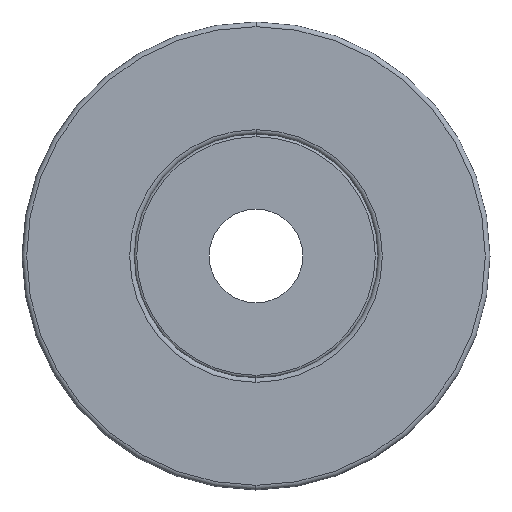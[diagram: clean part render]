
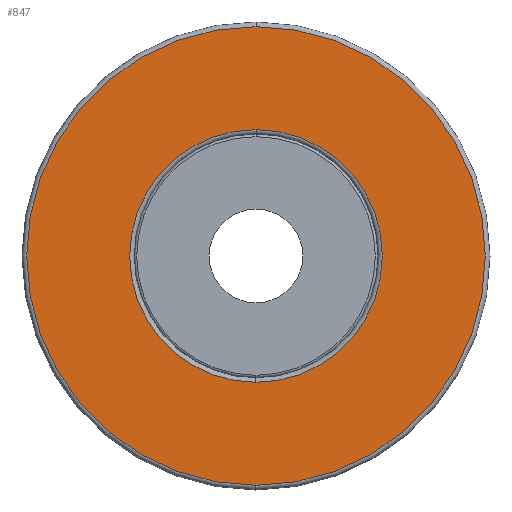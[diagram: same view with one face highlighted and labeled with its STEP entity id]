
A CAD part, left-side view. The second image highlights one B-rep face of the part: STEP entity #847.
In plain terms, the highlighted planar face has unit normal (-1, 0, 0).
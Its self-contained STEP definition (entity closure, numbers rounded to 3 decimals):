
#38 = ORIENTED_EDGE ( 'NONE', *, *, #911, .T. ) ;
#48 = AXIS2_PLACEMENT_3D ( 'NONE', #621, #783, #289 ) ;
#57 = AXIS2_PLACEMENT_3D ( 'NONE', #237, #946, #1024 ) ;
#122 = ORIENTED_EDGE ( 'NONE', *, *, #944, .T. ) ;
#135 = DIRECTION ( 'NONE',  ( -1., 0., 0. ) ) ;
#218 = FACE_OUTER_BOUND ( 'NONE', #999, .T. ) ;
#236 = EDGE_CURVE ( 'NONE', #971, #873, #818, .T. ) ;
#237 = CARTESIAN_POINT ( 'NONE',  ( -9., 0., 0. ) ) ;
#268 = VERTEX_POINT ( 'NONE', #876 ) ;
#289 = DIRECTION ( 'NONE',  ( 0., 0., -1. ) ) ;
#313 = CARTESIAN_POINT ( 'NONE',  ( -9., 0., 13.5 ) ) ;
#347 = CIRCLE ( 'NONE', #941, 13.5 ) ;
#365 = AXIS2_PLACEMENT_3D ( 'NONE', #440, #771, #689 ) ;
#400 = DIRECTION ( 'NONE',  ( -1., 0., 0. ) ) ;
#409 = CARTESIAN_POINT ( 'NONE',  ( -9., 0., 0. ) ) ;
#439 = EDGE_LOOP ( 'NONE', ( #673, #1033 ) ) ;
#440 = CARTESIAN_POINT ( 'NONE',  ( -9., 0., 0. ) ) ;
#450 = FACE_BOUND ( 'NONE', #439, .T. ) ;
#455 = PLANE ( 'NONE',  #48 ) ;
#533 = CIRCLE ( 'NONE', #365, 24.5 ) ;
#621 = CARTESIAN_POINT ( 'NONE',  ( -9., 13.5, 0. ) ) ;
#666 = CIRCLE ( 'NONE', #826, 24.5 ) ;
#673 = ORIENTED_EDGE ( 'NONE', *, *, #236, .F. ) ;
#689 = DIRECTION ( 'NONE',  ( 0., 0., 1. ) ) ;
#728 = DIRECTION ( 'NONE',  ( 0., 0., 1. ) ) ;
#771 = DIRECTION ( 'NONE',  ( -1., 0., 0. ) ) ;
#783 = DIRECTION ( 'NONE',  ( 1., 0., 0. ) ) ;
#818 = CIRCLE ( 'NONE', #57, 13.5 ) ;
#826 = AXIS2_PLACEMENT_3D ( 'NONE', #855, #135, #868 ) ;
#847 = ADVANCED_FACE ( 'NONE', ( #450, #218 ), #455, .F. ) ;
#855 = CARTESIAN_POINT ( 'NONE',  ( -9., 0., 0. ) ) ;
#868 = DIRECTION ( 'NONE',  ( 0., 0., 1. ) ) ;
#873 = VERTEX_POINT ( 'NONE', #943 ) ;
#876 = CARTESIAN_POINT ( 'NONE',  ( -9., 0., 24.5 ) ) ;
#911 = EDGE_CURVE ( 'NONE', #1009, #268, #666, .T. ) ;
#941 = AXIS2_PLACEMENT_3D ( 'NONE', #409, #400, #728 ) ;
#943 = CARTESIAN_POINT ( 'NONE',  ( -9., 0., -13.5 ) ) ;
#944 = EDGE_CURVE ( 'NONE', #268, #1009, #533, .T. ) ;
#946 = DIRECTION ( 'NONE',  ( -1., 0., 0. ) ) ;
#954 = CARTESIAN_POINT ( 'NONE',  ( -9., 0., -24.5 ) ) ;
#969 = EDGE_CURVE ( 'NONE', #873, #971, #347, .T. ) ;
#971 = VERTEX_POINT ( 'NONE', #313 ) ;
#999 = EDGE_LOOP ( 'NONE', ( #122, #38 ) ) ;
#1009 = VERTEX_POINT ( 'NONE', #954 ) ;
#1024 = DIRECTION ( 'NONE',  ( 0., 0., 1. ) ) ;
#1033 = ORIENTED_EDGE ( 'NONE', *, *, #969, .F. ) ;
